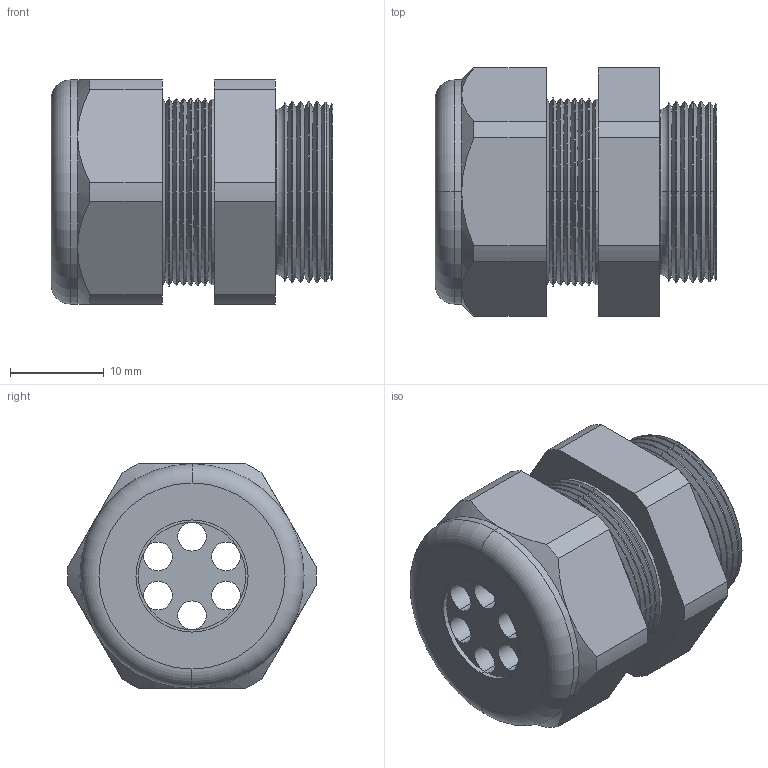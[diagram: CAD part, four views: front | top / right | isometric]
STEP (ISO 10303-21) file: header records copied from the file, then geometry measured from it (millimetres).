
FILE_DESCRIPTION (( 'STEP AP203' ), '1' );
FILE_NAME ('CD22M5-BR.STEP', '2008-12-11T08:54:10', ( 'bay06' ), ( '' ), 'SwSTEP 2.0', 'SolidWorks 2007', '' );
FILE_SCHEMA (( 'CONFIG_CONTROL_DESIGN' ));
Length unit declared in the file: inch
Products named in the file (1): CD22M5-BR
Bounding box: 29.97 x 26.49 x 23.88 mm (x, y, z)
Volume: 8479.5 mm3; surface area: 5697.1 mm2
Topology: 2 solids, 2 shells, 144 faces, 318 edges, 182 vertices
Faces by surface type: cone 86, cylinder 32, plane 20, torus 6
Entity records: 4095 total; most frequent: DIRECTION 760, CARTESIAN_POINT 733, ORIENTED_EDGE 636, EDGE_CURVE 318, AXIS2_PLACEMENT_3D 309, VERTEX_POINT 182, CIRCLE 164, EDGE_LOOP 162
